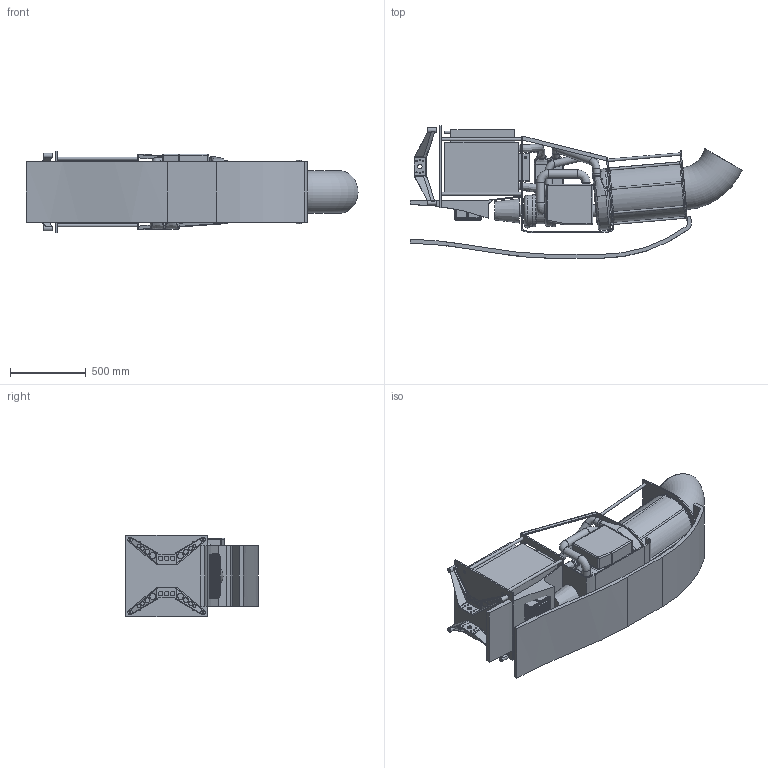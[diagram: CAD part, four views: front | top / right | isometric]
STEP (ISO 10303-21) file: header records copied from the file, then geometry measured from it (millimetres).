
FILE_DESCRIPTION(('FreeCAD Model'),'2;1');
FILE_NAME('Open CASCADE Shape Model','2025-04-25T11:49:10',('FreeCAD'),( 'FreeCAD'),'Open CASCADE STEP processor 7.6','FreeCAD','Unknown');
FILE_SCHEMA(('AUTOMOTIVE_DESIGN { 1 0 10303 214 1 1 1 1 }'));
Products named in the file (1): Open CASCADE STEP translator 7.6 1
Bounding box: 2190.1 x 875 x 540 mm (x, y, z)
Volume: 186575503.5 mm3; surface area: 13808855.1 mm2
Topology: 123 solids, 123 shells, 3861 faces, 9261 edges, 5831 vertices
Faces by surface type: plane 1408, bspline 1170, cylinder 1168, torus 107, cone 6, sphere 2
Full cylindrical faces by diameter (mm): 8 x12, 10 x8, 12 x30, 16 x2, 16.917 x2, 20 x4, 20.85 x4, 25.929 x4, 30 x12, 32.701 x4, 40.32 x4, 44 x4, 47 x23, 50 x6, 54 x4, 71 x2, 75 x2, 76 x6, 80 x1, 128 x2, 136 x1, 154 x1, 160 x1, 170 x1, 205 x2, 210 x2, 276 x1, 280 x4, 354 x2, 360 x2
Entity records: 158603 total; most frequent: CARTESIAN_POINT 73874, ORIENTED_EDGE 18504, DIRECTION 15842, EDGE_CURVE 9252, AXIS2_PLACEMENT_3D 5835, VERTEX_POINT 5831, FACE_BOUND 4231, EDGE_LOOP 4231
